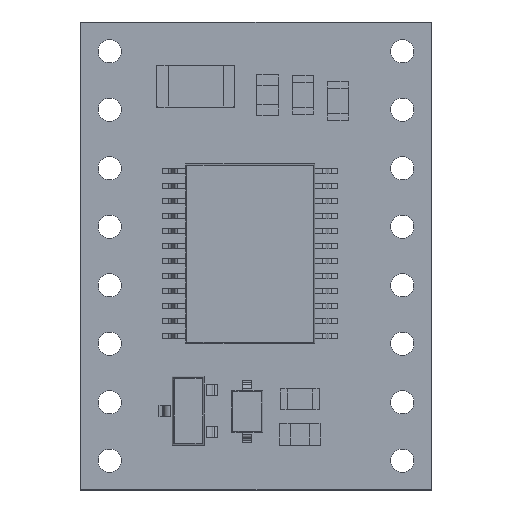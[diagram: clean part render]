
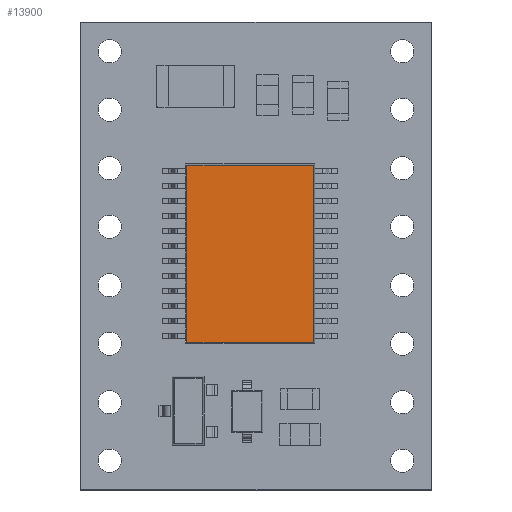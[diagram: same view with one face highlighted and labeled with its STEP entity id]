
A CAD part, top view. The second image highlights one B-rep face of the part: STEP entity #13900.
In plain terms, the highlighted planar face has unit normal (0, 0, 1).
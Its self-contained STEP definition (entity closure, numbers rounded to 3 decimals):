
#49 = DIRECTION ( 'NONE',  ( 1., 0., 0. ) ) ;
#154 = CARTESIAN_POINT ( 'NONE',  ( 10.116, 10.161, 2.316 ) ) ;
#910 = DIRECTION ( 'NONE',  ( 0., -1., 0. ) ) ;
#3948 = EDGE_CURVE ( 'NONE', #9636, #26121, #5888, .T. ) ;
#5888 = LINE ( 'NONE', #28978, #24149 ) ;
#6012 = VECTOR ( 'NONE', #910, 1000. ) ;
#8051 = CARTESIAN_POINT ( 'NONE',  ( 4.621, 10.161, 2.316 ) ) ;
#9636 = VERTEX_POINT ( 'NONE', #20696 ) ;
#11527 = DIRECTION ( 'NONE',  ( 0., 1., 0. ) ) ;
#12625 = ORIENTED_EDGE ( 'NONE', *, *, #16678, .T. ) ;
#13443 = VECTOR ( 'NONE', #36649, 1000. ) ;
#13900 = ADVANCED_FACE ( 'NONE', ( #22260 ), #26059, .F. ) ;
#15822 = EDGE_CURVE ( 'NONE', #38507, #18915, #15858, .T. ) ;
#15858 = LINE ( 'NONE', #21877, #47257 ) ;
#16678 = EDGE_CURVE ( 'NONE', #26121, #38507, #34613, .T. ) ;
#17956 = LINE ( 'NONE', #154, #13443 ) ;
#18106 = AXIS2_PLACEMENT_3D ( 'NONE', #29754, #33415, #11527 ) ;
#18915 = VERTEX_POINT ( 'NONE', #34319 ) ;
#20556 = EDGE_CURVE ( 'NONE', #18915, #9636, #17956, .T. ) ;
#20696 = CARTESIAN_POINT ( 'NONE',  ( 10.116, 14.108, 2.316 ) ) ;
#21877 = CARTESIAN_POINT ( 'NONE',  ( 7.368, 6.413, 2.316 ) ) ;
#22260 = FACE_OUTER_BOUND ( 'NONE', #46738, .T. ) ;
#24149 = VECTOR ( 'NONE', #46984, 1000. ) ;
#25154 = ORIENTED_EDGE ( 'NONE', *, *, #3948, .T. ) ;
#26059 = PLANE ( 'NONE',  #18106 ) ;
#26121 = VERTEX_POINT ( 'NONE', #40641 ) ;
#28978 = CARTESIAN_POINT ( 'NONE',  ( 7.368, 14.108, 2.316 ) ) ;
#29754 = CARTESIAN_POINT ( 'NONE',  ( 7.368, 10.161, 2.316 ) ) ;
#33415 = DIRECTION ( 'NONE',  ( 0., 0., -1. ) ) ;
#34082 = ORIENTED_EDGE ( 'NONE', *, *, #20556, .T. ) ;
#34105 = ORIENTED_EDGE ( 'NONE', *, *, #15822, .T. ) ;
#34319 = CARTESIAN_POINT ( 'NONE',  ( 10.116, 6.413, 2.316 ) ) ;
#34613 = LINE ( 'NONE', #8051, #6012 ) ;
#36649 = DIRECTION ( 'NONE',  ( 0., 1., 0. ) ) ;
#38507 = VERTEX_POINT ( 'NONE', #39435 ) ;
#39435 = CARTESIAN_POINT ( 'NONE',  ( 4.621, 6.413, 2.316 ) ) ;
#40641 = CARTESIAN_POINT ( 'NONE',  ( 4.621, 14.108, 2.316 ) ) ;
#46738 = EDGE_LOOP ( 'NONE', ( #25154, #12625, #34105, #34082 ) ) ;
#46984 = DIRECTION ( 'NONE',  ( -1., 0., 0. ) ) ;
#47257 = VECTOR ( 'NONE', #49, 1000. ) ;
